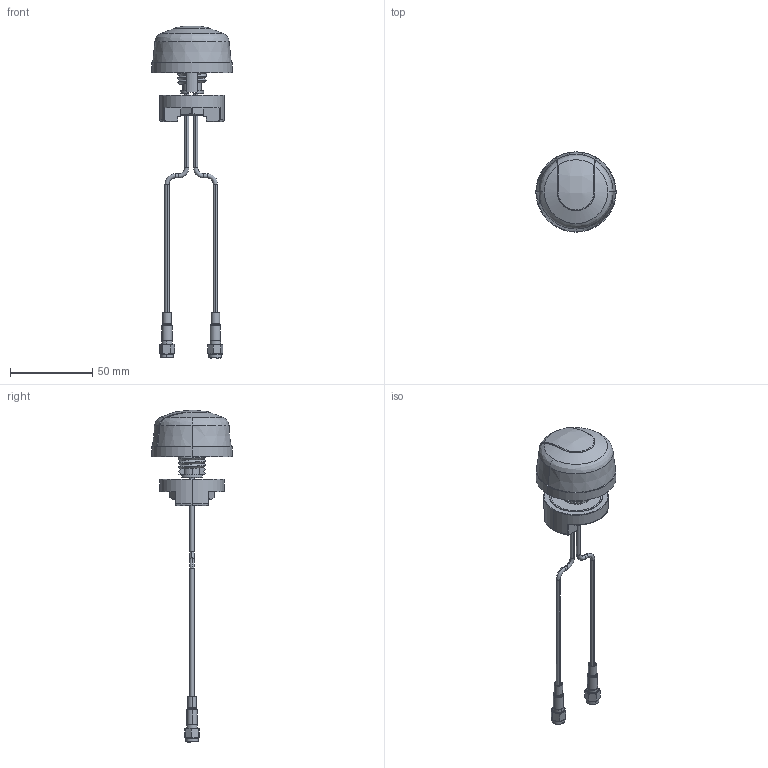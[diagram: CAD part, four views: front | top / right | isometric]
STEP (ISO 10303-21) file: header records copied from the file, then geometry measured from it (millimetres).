
FILE_DESCRIPTION (( 'STEP AP214' ), '1' );
FILE_NAME ('MA510.C.CG.005.STEP', '2019-08-12T02:19:41', ( '' ), ( '' ), 'SwSTEP 2.0', 'SolidWorks 2017', '' );
FILE_SCHEMA (( 'AUTOMOTIVE_DESIGN' ));
Length unit declared in the file: millimetre
Products named in the file (1): MA510.C.CG.005
Bounding box: 48.8 x 48.8 x 201.84 mm (x, y, z)
Surface area: 19965.8 mm2 (no closed solid volume)
Topology: 0 solids, 36 shells, 340 faces, 1097 edges, 776 vertices
Faces by surface type: cylinder 132, bspline 83, plane 72, torus 30, cone 23
Entity records: 35621 total; most frequent: CARTESIAN_POINT 23482, ORIENTED_EDGE 1772, DIRECTION 1517, EDGE_CURVE 1093, VERTEX_POINT 776, AXIS2_PLACEMENT_3D 590, EDGE_LOOP 353, UNCERTAINTY_MEASURE_WITH_UNIT 342
